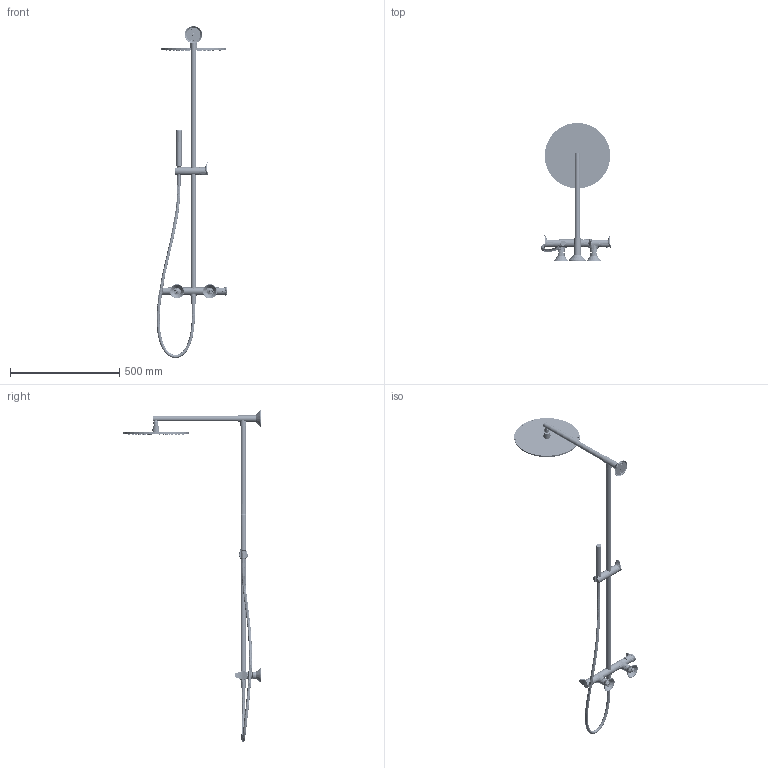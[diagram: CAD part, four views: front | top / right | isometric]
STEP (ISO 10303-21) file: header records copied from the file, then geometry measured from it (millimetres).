
FILE_DESCRIPTION(('CATIA V5 STEP Exchange','CAx-IF Rec.Pracs.--- Model Styling and Organization---1.5--- 2016-08-15','CAx-IF Rec.Pracs.---Supplemental Geometry---1.0---2011-11-01','CAx-IF Rec.Pracs.--- Composite Materials ---3.4---2017-06-13','CAx-IF Rec.Pracs.---Tessellated 3D Geometry---1.0---2015-12-17'),'2;1');
FILE_NAME('HCC78020 - rendering.stp','2021-11-16T14:20:16+00:00',('none'),('none'),'CATIA Version 5-6 Release 2020 SP2','CATIA V5 STEP AP242 v2','none');
FILE_SCHEMA(('AP242_MANAGED_MODEL_BASED_3D_ENGINEERING_MIM_LF {1 0 10303 442 1 1 4}'));
Length unit declared in the file: millimetre
Products named in the file (1): HC C7802 0
Bounding box: 323.75 x 630.46 x 1519.71 mm (x, y, z)
Volume: 1450398.8 mm3; surface area: 732365.2 mm2
Topology: 8 solids, 82 shells, 8866 faces, 23747 edges, 14962 vertices
Faces by surface type: plane 3366, cylinder 2727, bspline 1007, cone 852, torus 770, sphere 122, revolution 22
Entity records: 378827 total; most frequent: CARTESIAN_POINT 176567, ORIENTED_EDGE 47054, DIRECTION 28414, EDGE_CURVE 23536, VERTEX_POINT 14950, AXIS2_PLACEMENT_3D 13202, EDGE_LOOP 9692, VECTOR 9312
